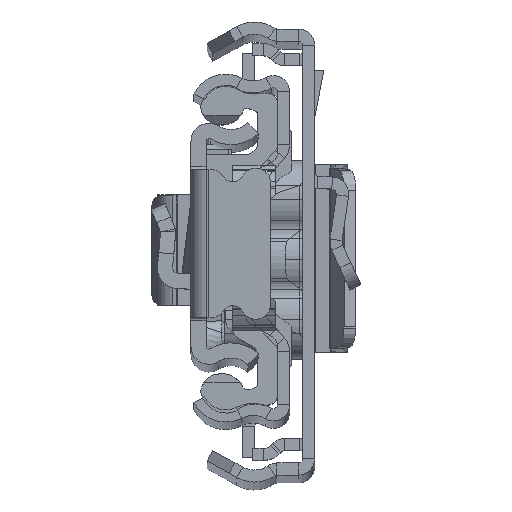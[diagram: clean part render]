
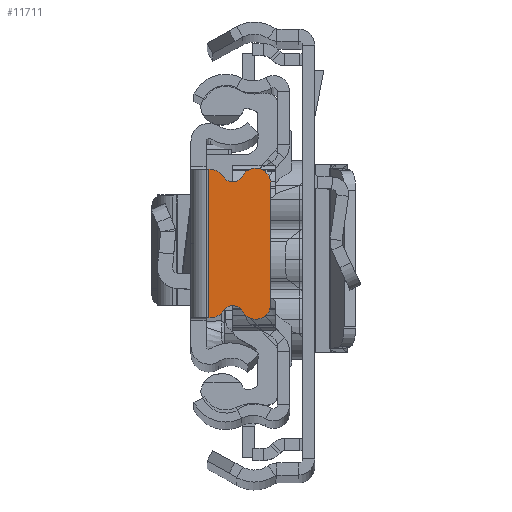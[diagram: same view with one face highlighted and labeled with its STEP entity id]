
A CAD part, top view. The second image highlights one B-rep face of the part: STEP entity #11711.
In plain terms, the highlighted planar face has unit normal (0, 0, 1).
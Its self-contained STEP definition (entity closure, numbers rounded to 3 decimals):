
#52 = DIRECTION ( 'NONE',  ( 1., 0., 0. ) ) ;
#100 = DIRECTION ( 'NONE',  ( -1., 0., 0. ) ) ;
#315 = CARTESIAN_POINT ( 'NONE',  ( -6.429, 6., 0. ) ) ;
#1030 = EDGE_CURVE ( 'NONE', #25395, #8413, #4901, .T. ) ;
#1414 = AXIS2_PLACEMENT_3D ( 'NONE', #18780, #8584, #8978 ) ;
#1904 = AXIS2_PLACEMENT_3D ( 'NONE', #315, #14260, #8503 ) ;
#2056 = VERTEX_POINT ( 'NONE', #7454 ) ;
#2125 = CIRCLE ( 'NONE', #25327, 1.5 ) ;
#2287 = CIRCLE ( 'NONE', #11327, 1.5 ) ;
#2850 = ORIENTED_EDGE ( 'NONE', *, *, #25230, .F. ) ;
#3009 = ORIENTED_EDGE ( 'NONE', *, *, #13960, .T. ) ;
#3073 = CARTESIAN_POINT ( 'NONE',  ( -1.75, 0., 0. ) ) ;
#3258 = CARTESIAN_POINT ( 'NONE',  ( -1.75, -7.37, 0. ) ) ;
#3571 = CARTESIAN_POINT ( 'NONE',  ( -7.929, -6., 0. ) ) ;
#3944 = VERTEX_POINT ( 'NONE', #3258 ) ;
#4053 = PLANE ( 'NONE',  #15126 ) ;
#4060 = CARTESIAN_POINT ( 'NONE',  ( -4.142, 7.236, 0. ) ) ;
#4899 = VERTEX_POINT ( 'NONE', #13766 ) ;
#4901 = CIRCLE ( 'NONE', #1904, 1.5 ) ;
#4968 = LINE ( 'NONE', #17587, #9637 ) ;
#5168 = EDGE_CURVE ( 'NONE', #26327, #25395, #23070, .T. ) ;
#5305 = ORIENTED_EDGE ( 'NONE', *, *, #23391, .F. ) ;
#5585 = ORIENTED_EDGE ( 'NONE', *, *, #13542, .F. ) ;
#5819 = CARTESIAN_POINT ( 'NONE',  ( -3.206, 6.658, 0. ) ) ;
#5947 = VERTEX_POINT ( 'NONE', #26445 ) ;
#6135 = AXIS2_PLACEMENT_3D ( 'NONE', #22005, #21617, #7336 ) ;
#6263 = VECTOR ( 'NONE', #16215, 1000. ) ;
#6424 = DIRECTION ( 'NONE',  ( 0., 0., 1. ) ) ;
#7336 = DIRECTION ( 'NONE',  ( -1., 0., 0. ) ) ;
#7454 = CARTESIAN_POINT ( 'NONE',  ( -3.206, -6.658, 0. ) ) ;
#7571 = ORIENTED_EDGE ( 'NONE', *, *, #1030, .T. ) ;
#8000 = ORIENTED_EDGE ( 'NONE', *, *, #13002, .T. ) ;
#8367 = VECTOR ( 'NONE', #100, 1000. ) ;
#8413 = VERTEX_POINT ( 'NONE', #10018 ) ;
#8426 = LINE ( 'NONE', #10305, #8367 ) ;
#8503 = DIRECTION ( 'NONE',  ( -1., 0., 0. ) ) ;
#8518 = VERTEX_POINT ( 'NONE', #3571 ) ;
#8584 = DIRECTION ( 'NONE',  ( 0., 0., -1. ) ) ;
#8978 = DIRECTION ( 'NONE',  ( -1., 0., 0. ) ) ;
#9047 = DIRECTION ( 'NONE',  ( 0., 0., 1. ) ) ;
#9273 = DIRECTION ( 'NONE',  ( 1., 0., 0. ) ) ;
#9637 = VECTOR ( 'NONE', #9273, 1000. ) ;
#9862 = CARTESIAN_POINT ( 'NONE',  ( -5.109, 6.713, 0. ) ) ;
#10002 = EDGE_LOOP ( 'NONE', ( #5585, #5305, #3009, #22240, #7571, #25255, #25331, #8000, #26333, #2850 ) ) ;
#10018 = CARTESIAN_POINT ( 'NONE',  ( -7.929, 6., 0. ) ) ;
#10224 = CARTESIAN_POINT ( 'NONE',  ( -1.929, 7.37, 0. ) ) ;
#10305 = CARTESIAN_POINT ( 'NONE',  ( -1.929, -7.37, 0. ) ) ;
#10530 = DIRECTION ( 'NONE',  ( 0., 0., -1. ) ) ;
#10781 = VERTEX_POINT ( 'NONE', #10224 ) ;
#11327 = AXIS2_PLACEMENT_3D ( 'NONE', #15462, #9047, #23451 ) ;
#11481 = AXIS2_PLACEMENT_3D ( 'NONE', #4060, #10530, #12293 ) ;
#11711 = ADVANCED_FACE ( 'NONE', ( #22485 ), #4053, .T. ) ;
#11718 = CARTESIAN_POINT ( 'NONE',  ( -1.75, 7.37, 0. ) ) ;
#11950 = CARTESIAN_POINT ( 'NONE',  ( -7.929, -6., 0. ) ) ;
#12290 = CARTESIAN_POINT ( 'NONE',  ( 444.071, 0., 0. ) ) ;
#12293 = DIRECTION ( 'NONE',  ( 1., 0., 0. ) ) ;
#13002 = EDGE_CURVE ( 'NONE', #4899, #2056, #15551, .T. ) ;
#13097 = EDGE_CURVE ( 'NONE', #2056, #5947, #2287, .T. ) ;
#13542 = EDGE_CURVE ( 'NONE', #17944, #3944, #23540, .T. ) ;
#13766 = CARTESIAN_POINT ( 'NONE',  ( -5.109, -6.713, 0. ) ) ;
#13960 = EDGE_CURVE ( 'NONE', #10781, #26327, #17728, .T. ) ;
#14260 = DIRECTION ( 'NONE',  ( 0., 0., 1. ) ) ;
#15126 = AXIS2_PLACEMENT_3D ( 'NONE', #12290, #18437, #52 ) ;
#15462 = CARTESIAN_POINT ( 'NONE',  ( -1.929, -5.87, 0. ) ) ;
#15551 = CIRCLE ( 'NONE', #1414, 1.1 ) ;
#16215 = DIRECTION ( 'NONE',  ( 0., -1., 0. ) ) ;
#17587 = CARTESIAN_POINT ( 'NONE',  ( -1.929, 7.37, 0. ) ) ;
#17728 = CIRCLE ( 'NONE', #6135, 1.5 ) ;
#17944 = VERTEX_POINT ( 'NONE', #11718 ) ;
#18166 = EDGE_CURVE ( 'NONE', #8518, #4899, #2125, .T. ) ;
#18437 = DIRECTION ( 'NONE',  ( 0., 0., 1. ) ) ;
#18780 = CARTESIAN_POINT ( 'NONE',  ( -4.142, -7.236, 0. ) ) ;
#20547 = LINE ( 'NONE', #11950, #6263 ) ;
#21617 = DIRECTION ( 'NONE',  ( 0., 0., 1. ) ) ;
#22005 = CARTESIAN_POINT ( 'NONE',  ( -1.929, 5.87, 0. ) ) ;
#22035 = VECTOR ( 'NONE', #23152, 1000. ) ;
#22240 = ORIENTED_EDGE ( 'NONE', *, *, #5168, .T. ) ;
#22485 = FACE_OUTER_BOUND ( 'NONE', #10002, .T. ) ;
#23070 = CIRCLE ( 'NONE', #11481, 1.1 ) ;
#23152 = DIRECTION ( 'NONE',  ( 0., -1., 0. ) ) ;
#23391 = EDGE_CURVE ( 'NONE', #10781, #17944, #4968, .T. ) ;
#23451 = DIRECTION ( 'NONE',  ( 1., 0., 0. ) ) ;
#23540 = LINE ( 'NONE', #3073, #22035 ) ;
#24890 = CARTESIAN_POINT ( 'NONE',  ( -6.429, -6., 0. ) ) ;
#25022 = DIRECTION ( 'NONE',  ( 1., 0., 0. ) ) ;
#25230 = EDGE_CURVE ( 'NONE', #3944, #5947, #8426, .T. ) ;
#25255 = ORIENTED_EDGE ( 'NONE', *, *, #26037, .T. ) ;
#25327 = AXIS2_PLACEMENT_3D ( 'NONE', #24890, #6424, #25022 ) ;
#25331 = ORIENTED_EDGE ( 'NONE', *, *, #18166, .T. ) ;
#25395 = VERTEX_POINT ( 'NONE', #9862 ) ;
#26037 = EDGE_CURVE ( 'NONE', #8413, #8518, #20547, .T. ) ;
#26327 = VERTEX_POINT ( 'NONE', #5819 ) ;
#26333 = ORIENTED_EDGE ( 'NONE', *, *, #13097, .T. ) ;
#26445 = CARTESIAN_POINT ( 'NONE',  ( -1.929, -7.37, 0. ) ) ;
